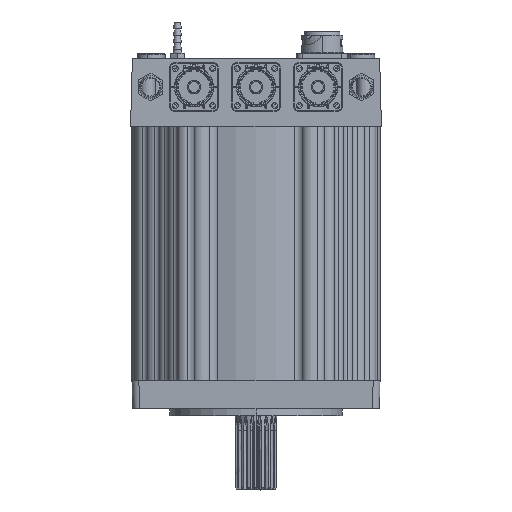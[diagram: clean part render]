
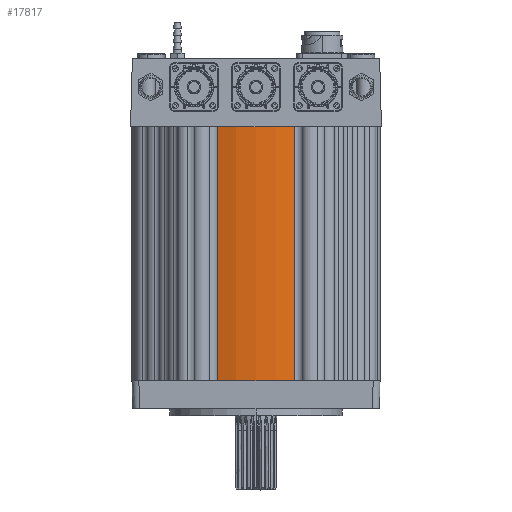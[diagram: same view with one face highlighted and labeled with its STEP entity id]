
A CAD part, left-side view. The second image highlights one B-rep face of the part: STEP entity #17817.
In plain terms, the highlighted cylindrical face has radius 89.5 mm (diameter 179 mm), a partial arc.
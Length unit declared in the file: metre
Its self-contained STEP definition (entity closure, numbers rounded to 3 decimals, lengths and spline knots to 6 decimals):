
#1738 = VECTOR ( 'NONE', #39441, 1. ) ;
#2176 = ORIENTED_EDGE ( 'NONE', *, *, #75459, .T. ) ;
#5862 = VECTOR ( 'NONE', #43410, 1. ) ;
#6494 = DIRECTION ( 'NONE',  ( 0., 1., 0. ) ) ;
#11058 = VERTEX_POINT ( 'NONE', #68648 ) ;
#12482 = CYLINDRICAL_SURFACE ( 'NONE', #33403, 0.0895 ) ;
#15662 = CARTESIAN_POINT ( 'NONE',  ( -0.021568, 0.162639, 0.189985 ) ) ;
#17141 = CIRCLE ( 'NONE', #64311, 0.0895 ) ;
#17283 = LINE ( 'NONE', #40988, #1738 ) ;
#17817 = ADVANCED_FACE ( 'NONE', ( #58462 ), #12482, .T. ) ;
#18757 = CARTESIAN_POINT ( 'NONE',  ( -0.021566, 0.106316, 0.375185 ) ) ;
#19712 = CARTESIAN_POINT ( 'NONE',  ( -0.021568, 0.162639, 0.375185 ) ) ;
#24166 = CARTESIAN_POINT ( 'NONE',  ( -0.021566, 0.106316, 0.189985 ) ) ;
#26932 = DIRECTION ( 'NONE',  ( 0., 0., 1. ) ) ;
#27361 = ORIENTED_EDGE ( 'NONE', *, *, #65664, .T. ) ;
#29978 = EDGE_CURVE ( 'NONE', #11058, #42315, #41502, .T. ) ;
#30324 = DIRECTION ( 'NONE',  ( 0., -1., 0. ) ) ;
#30764 = EDGE_LOOP ( 'NONE', ( #2176, #68714, #47934, #27361 ) ) ;
#30913 = DIRECTION ( 'NONE',  ( 0., 1., 0. ) ) ;
#33403 = AXIS2_PLACEMENT_3D ( 'NONE', #36177, #39816, #30324 ) ;
#36177 = CARTESIAN_POINT ( 'NONE',  ( 0.063387, 0.134481, 0.375185 ) ) ;
#36378 = CARTESIAN_POINT ( 'NONE',  ( 0.063387, 0.134481, 0.189985 ) ) ;
#39441 = DIRECTION ( 'NONE',  ( 0., 0., -1. ) ) ;
#39816 = DIRECTION ( 'NONE',  ( 0., 0., -1. ) ) ;
#40988 = CARTESIAN_POINT ( 'NONE',  ( -0.021566, 0.106316, 0.375185 ) ) ;
#41502 = CIRCLE ( 'NONE', #67408, 0.0895 ) ;
#42315 = VERTEX_POINT ( 'NONE', #18757 ) ;
#43410 = DIRECTION ( 'NONE',  ( 0., 0., -1. ) ) ;
#45007 = EDGE_CURVE ( 'NONE', #42315, #45956, #17283, .T. ) ;
#45956 = VERTEX_POINT ( 'NONE', #24166 ) ;
#47934 = ORIENTED_EDGE ( 'NONE', *, *, #29978, .F. ) ;
#48418 = CARTESIAN_POINT ( 'NONE',  ( 0.063387, 0.134481, 0.375185 ) ) ;
#58462 = FACE_OUTER_BOUND ( 'NONE', #30764, .T. ) ;
#60913 = LINE ( 'NONE', #19712, #5862 ) ;
#64311 = AXIS2_PLACEMENT_3D ( 'NONE', #36378, #26932, #6494 ) ;
#65664 = EDGE_CURVE ( 'NONE', #11058, #67070, #60913, .T. ) ;
#67070 = VERTEX_POINT ( 'NONE', #15662 ) ;
#67408 = AXIS2_PLACEMENT_3D ( 'NONE', #48418, #72082, #30913 ) ;
#68648 = CARTESIAN_POINT ( 'NONE',  ( -0.021568, 0.162639, 0.375185 ) ) ;
#68714 = ORIENTED_EDGE ( 'NONE', *, *, #45007, .F. ) ;
#72082 = DIRECTION ( 'NONE',  ( 0., 0., 1. ) ) ;
#75459 = EDGE_CURVE ( 'NONE', #67070, #45956, #17141, .T. ) ;
